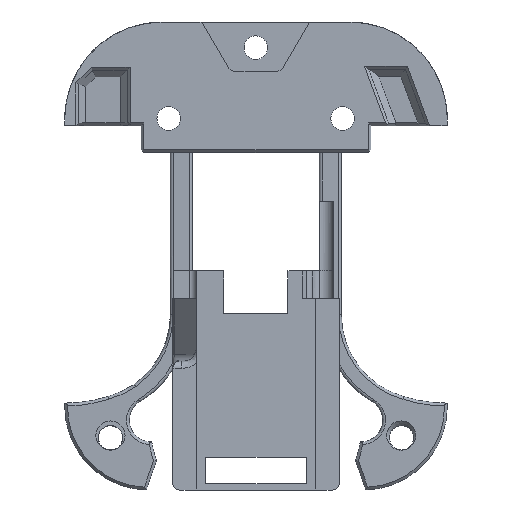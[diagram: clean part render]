
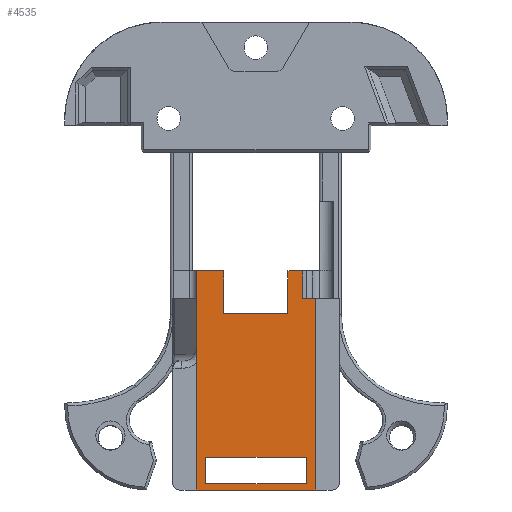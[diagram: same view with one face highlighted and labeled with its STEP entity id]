
A CAD part, front view. The second image highlights one B-rep face of the part: STEP entity #4535.
In plain terms, the highlighted planar face has unit normal (0, -1, 0).
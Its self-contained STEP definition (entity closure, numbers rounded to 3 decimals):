
#70=FACE_BOUND('',#760,.T.);
#500=FACE_OUTER_BOUND('',#759,.T.);
#759=EDGE_LOOP('',(#3955,#3956,#3957,#3958,#3959,#3960,#3961,#3962,#3963,
#3964));
#760=EDGE_LOOP('',(#3965,#3966,#3967,#3968));
#1191=LINE('',#8050,#1648);
#1205=LINE('',#8088,#1662);
#1208=LINE('',#8094,#1665);
#1209=LINE('',#8096,#1666);
#1210=LINE('',#8098,#1667);
#1211=LINE('',#8100,#1668);
#1212=LINE('',#8102,#1669);
#1213=LINE('',#8104,#1670);
#1214=LINE('',#8106,#1671);
#1215=LINE('',#8107,#1672);
#1216=LINE('',#8110,#1673);
#1217=LINE('',#8112,#1674);
#1218=LINE('',#8114,#1675);
#1219=LINE('',#8115,#1676);
#1648=VECTOR('',#6000,10.);
#1662=VECTOR('',#6034,10.);
#1665=VECTOR('',#6041,10.);
#1666=VECTOR('',#6042,10.);
#1667=VECTOR('',#6043,10.);
#1668=VECTOR('',#6044,10.);
#1669=VECTOR('',#6045,10.);
#1670=VECTOR('',#6046,10.);
#1671=VECTOR('',#6047,10.);
#1672=VECTOR('',#6048,10.);
#1673=VECTOR('',#6049,10.);
#1674=VECTOR('',#6050,10.);
#1675=VECTOR('',#6051,10.);
#1676=VECTOR('',#6052,10.);
#2102=VERTEX_POINT('',#8047);
#2103=VERTEX_POINT('',#8049);
#2116=VERTEX_POINT('',#8085);
#2118=VERTEX_POINT('',#8093);
#2119=VERTEX_POINT('',#8095);
#2120=VERTEX_POINT('',#8097);
#2121=VERTEX_POINT('',#8099);
#2122=VERTEX_POINT('',#8101);
#2123=VERTEX_POINT('',#8103);
#2124=VERTEX_POINT('',#8105);
#2125=VERTEX_POINT('',#8108);
#2126=VERTEX_POINT('',#8109);
#2127=VERTEX_POINT('',#8111);
#2128=VERTEX_POINT('',#8113);
#2723=EDGE_CURVE('',#2103,#2102,#1191,.T.);
#2742=EDGE_CURVE('',#2102,#2116,#1205,.T.);
#2745=EDGE_CURVE('',#2116,#2118,#1208,.F.);
#2746=EDGE_CURVE('',#2118,#2119,#1209,.F.);
#2747=EDGE_CURVE('',#2119,#2120,#1210,.F.);
#2748=EDGE_CURVE('',#2121,#2120,#1211,.T.);
#2749=EDGE_CURVE('',#2122,#2121,#1212,.T.);
#2750=EDGE_CURVE('',#2122,#2123,#1213,.F.);
#2751=EDGE_CURVE('',#2123,#2124,#1214,.F.);
#2752=EDGE_CURVE('',#2124,#2103,#1215,.T.);
#2753=EDGE_CURVE('',#2125,#2126,#1216,.T.);
#2754=EDGE_CURVE('',#2126,#2127,#1217,.T.);
#2755=EDGE_CURVE('',#2127,#2128,#1218,.F.);
#2756=EDGE_CURVE('',#2125,#2128,#1219,.T.);
#3955=ORIENTED_EDGE('',*,*,#2723,.T.);
#3956=ORIENTED_EDGE('',*,*,#2742,.T.);
#3957=ORIENTED_EDGE('',*,*,#2745,.T.);
#3958=ORIENTED_EDGE('',*,*,#2746,.T.);
#3959=ORIENTED_EDGE('',*,*,#2747,.T.);
#3960=ORIENTED_EDGE('',*,*,#2748,.F.);
#3961=ORIENTED_EDGE('',*,*,#2749,.F.);
#3962=ORIENTED_EDGE('',*,*,#2750,.T.);
#3963=ORIENTED_EDGE('',*,*,#2751,.T.);
#3964=ORIENTED_EDGE('',*,*,#2752,.T.);
#3965=ORIENTED_EDGE('',*,*,#2753,.T.);
#3966=ORIENTED_EDGE('',*,*,#2754,.T.);
#3967=ORIENTED_EDGE('',*,*,#2755,.T.);
#3968=ORIENTED_EDGE('',*,*,#2756,.F.);
#4289=PLANE('',#4937);
#4535=ADVANCED_FACE('',(#500,#70),#4289,.T.);
#4937=AXIS2_PLACEMENT_3D('',#8092,#6039,#6040);
#6000=DIRECTION('',(-1.,0.,0.));
#6034=DIRECTION('',(0.,0.,1.));
#6039=DIRECTION('center_axis',(0.,-1.,0.));
#6040=DIRECTION('ref_axis',(1.,0.,0.));
#6041=DIRECTION('',(1.,0.,0.));
#6042=DIRECTION('',(0.,0.,1.));
#6043=DIRECTION('',(1.,0.,0.));
#6044=DIRECTION('',(0.,0.,-1.));
#6045=DIRECTION('',(1.,0.,0.));
#6046=DIRECTION('',(0.,0.,1.));
#6047=DIRECTION('',(-1.,0.,0.));
#6048=DIRECTION('',(0.,0.,1.));
#6049=DIRECTION('',(1.,0.,0.));
#6050=DIRECTION('',(0.,0.,-1.));
#6051=DIRECTION('',(1.,0.,0.));
#6052=DIRECTION('',(0.,0.,-1.));
#8047=CARTESIAN_POINT('',(6.9,-19.931,-7.912));
#8049=CARTESIAN_POINT('',(8.755,-19.931,-7.912));
#8050=CARTESIAN_POINT('',(5.05,-19.931,-7.912));
#8085=CARTESIAN_POINT('',(6.9,-19.931,-3.912));
#8088=CARTESIAN_POINT('',(6.9,-19.931,-12.587));
#8092=CARTESIAN_POINT('Origin',(0.2,-19.931,-21.262));
#8093=CARTESIAN_POINT('',(4.8,-19.931,-3.912));
#8094=CARTESIAN_POINT('',(2.8,-19.931,-3.912));
#8095=CARTESIAN_POINT('',(4.8,-19.931,-10.062));
#8096=CARTESIAN_POINT('',(4.8,-19.931,-15.612));
#8097=CARTESIAN_POINT('',(-4.4,-19.931,-10.062));
#8098=CARTESIAN_POINT('',(-4.078,-19.931,-10.062));
#8099=CARTESIAN_POINT('',(-4.4,-19.931,-3.912));
#8100=CARTESIAN_POINT('',(-4.4,-19.931,-13.387));
#8101=CARTESIAN_POINT('',(-8.355,-19.931,-3.912));
#8102=CARTESIAN_POINT('',(-4.078,-19.931,-3.912));
#8103=CARTESIAN_POINT('',(-8.355,-19.931,-35.412));
#8104=CARTESIAN_POINT('',(-8.355,-19.931,-20.277));
#8105=CARTESIAN_POINT('',(8.755,-19.931,-35.412));
#8106=CARTESIAN_POINT('',(4.227,-19.931,-35.412));
#8107=CARTESIAN_POINT('',(8.755,-19.931,-9.962));
#8108=CARTESIAN_POINT('',(-7.05,-19.931,-30.712));
#8109=CARTESIAN_POINT('',(7.45,-19.931,-30.712));
#8110=CARTESIAN_POINT('',(-8.355,-19.931,-30.712));
#8111=CARTESIAN_POINT('',(7.45,-19.931,-34.512));
#8112=CARTESIAN_POINT('',(7.45,-19.931,-30.712));
#8113=CARTESIAN_POINT('',(-7.05,-19.931,-34.512));
#8114=CARTESIAN_POINT('',(-3.828,-19.931,-34.512));
#8115=CARTESIAN_POINT('',(-7.05,-19.931,-30.712));
